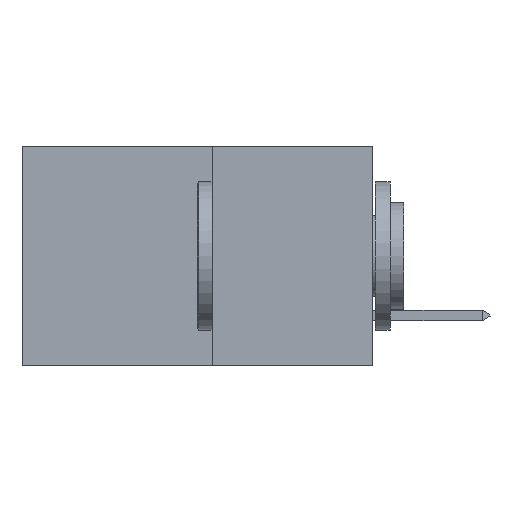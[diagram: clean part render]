
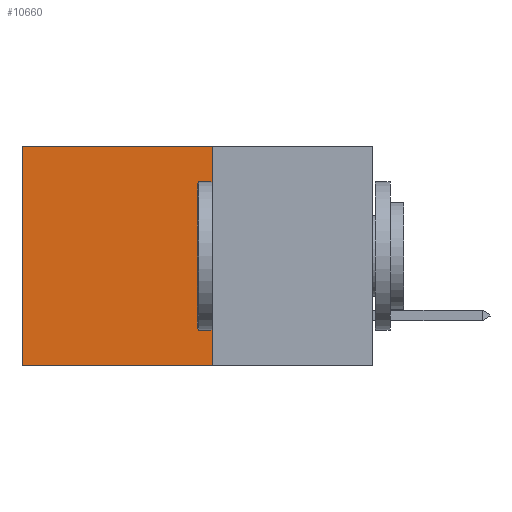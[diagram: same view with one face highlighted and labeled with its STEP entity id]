
A CAD part, left-side view. The second image highlights one B-rep face of the part: STEP entity #10660.
In plain terms, the highlighted planar face has unit normal (-1, 0, 0).
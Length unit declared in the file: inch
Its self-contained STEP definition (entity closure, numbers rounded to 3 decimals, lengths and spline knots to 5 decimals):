
#161 = FACE_OUTER_BOUND ( 'NONE', #18450, .T. ) ;
#395 = LINE ( 'NONE', #13473, #11891 ) ;
#879 = LINE ( 'NONE', #26589, #26076 ) ;
#1252 = LINE ( 'NONE', #28302, #13527 ) ;
#2976 = EDGE_CURVE ( 'NONE', #9987, #13902, #3186, .T. ) ;
#3186 = LINE ( 'NONE', #3905, #27623 ) ;
#3414 = ORIENTED_EDGE ( 'NONE', *, *, #25151, .T. ) ;
#3905 = CARTESIAN_POINT ( 'NONE',  ( 0.277, 0.27, -0.37 ) ) ;
#6071 = DIRECTION ( 'NONE',  ( 0., 0., -1. ) ) ;
#8542 = PLANE ( 'NONE',  #20584 ) ;
#9618 = DIRECTION ( 'NONE',  ( 0., 1., 0. ) ) ;
#9987 = VERTEX_POINT ( 'NONE', #14865 ) ;
#10660 = ADVANCED_FACE ( 'NONE', ( #161 ), #8542, .F. ) ;
#11226 = DIRECTION ( 'NONE',  ( 1., 0., 0. ) ) ;
#11531 = CARTESIAN_POINT ( 'NONE',  ( 0.277, 0.59, 0. ) ) ;
#11891 = VECTOR ( 'NONE', #6071, 39.37008 ) ;
#13455 = DIRECTION ( 'NONE',  ( 0., 0., -1. ) ) ;
#13473 = CARTESIAN_POINT ( 'NONE',  ( 0.277, 0.27, -0.37 ) ) ;
#13527 = VECTOR ( 'NONE', #18643, 39.37008 ) ;
#13902 = VERTEX_POINT ( 'NONE', #20942 ) ;
#14798 = ORIENTED_EDGE ( 'NONE', *, *, #26882, .F. ) ;
#14865 = CARTESIAN_POINT ( 'NONE',  ( 0.277, 0.27, -0.37 ) ) ;
#17992 = CARTESIAN_POINT ( 'NONE',  ( 0.277, 0.27, -0.37 ) ) ;
#18450 = EDGE_LOOP ( 'NONE', ( #3414, #29089, #14798, #20840 ) ) ;
#18643 = DIRECTION ( 'NONE',  ( 0., 0., -1. ) ) ;
#20584 = AXIS2_PLACEMENT_3D ( 'NONE', #17992, #11226, #13455 ) ;
#20840 = ORIENTED_EDGE ( 'NONE', *, *, #30945, .T. ) ;
#20942 = CARTESIAN_POINT ( 'NONE',  ( 0.277, 0.59, -0.37 ) ) ;
#22212 = DIRECTION ( 'NONE',  ( 0., 1., 0. ) ) ;
#22678 = CARTESIAN_POINT ( 'NONE',  ( 0.277, 0.27, 0. ) ) ;
#25151 = EDGE_CURVE ( 'NONE', #25218, #13902, #1252, .T. ) ;
#25218 = VERTEX_POINT ( 'NONE', #11531 ) ;
#26076 = VECTOR ( 'NONE', #9618, 39.37008 ) ;
#26589 = CARTESIAN_POINT ( 'NONE',  ( 0.277, 0.27, 0. ) ) ;
#26882 = EDGE_CURVE ( 'NONE', #28060, #9987, #395, .T. ) ;
#27623 = VECTOR ( 'NONE', #22212, 39.37008 ) ;
#28060 = VERTEX_POINT ( 'NONE', #22678 ) ;
#28302 = CARTESIAN_POINT ( 'NONE',  ( 0.277, 0.59, -0.37 ) ) ;
#29089 = ORIENTED_EDGE ( 'NONE', *, *, #2976, .F. ) ;
#30945 = EDGE_CURVE ( 'NONE', #28060, #25218, #879, .T. ) ;
